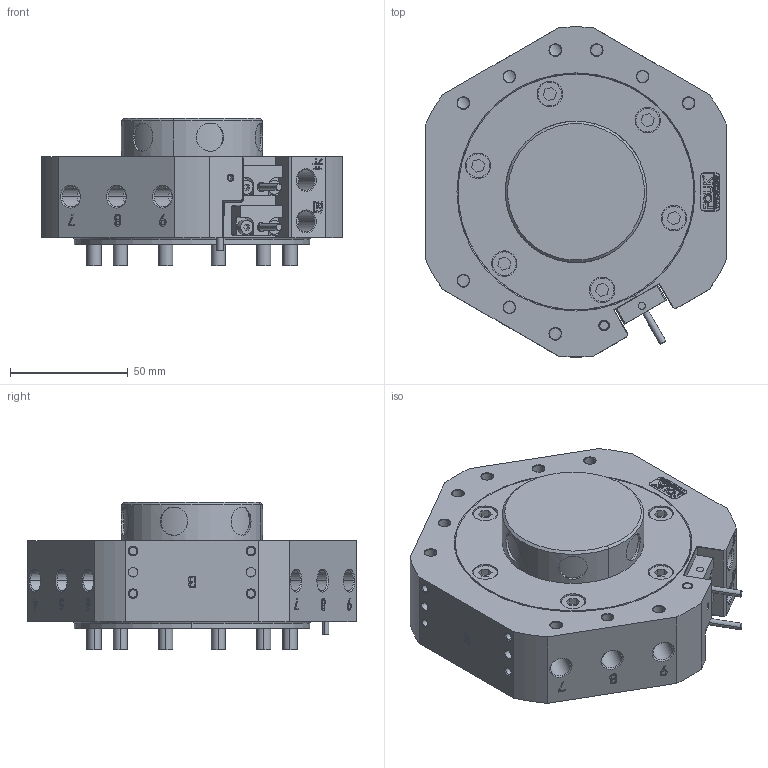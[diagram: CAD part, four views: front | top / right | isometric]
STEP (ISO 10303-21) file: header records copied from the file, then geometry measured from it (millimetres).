
FILE_DESCRIPTION (( 'STEP AP203' ), '1' );
FILE_NAME ('QTC75-M.STEP', '2025-08-18T01:19:09', ( 'USER-' ), ( 'Microsoft' ), 'SwSTEP 2.0', 'SolidWorks 2018', '' );
FILE_SCHEMA (( 'CONFIG_CONTROL_DESIGN' ));
Length unit declared in the file: millimetre
Products named in the file (7): QTC75-M-02 鼠攫詩迖; QTC75-M-01 鼠攫翋釱; M6x40内六角圆柱头螺钉; QTC75-M; 4mm眻噤換覜ん; QTC50-M-08 QTC換覜ん揤輸; 16x8-R1.5
Assembly tree (14 placements, depth 2):
  QTC75-M
    QTC75-M-01 鼠攫翋釱
    QTC75-M-02 鼠攫詩迖
    16x8-R1.5
    4mm眻噤換覜ん  x3
    QTC50-M-08 QTC換覜ん揤輸  x2
    M6x40内六角圆柱头螺钉  x6
Bounding box: 128 x 139.91 x 62.5 mm (x, y, z)
Volume: 539829.4 mm3; surface area: 91684.4 mm2
Topology: 14 solids, 15 shells, 1165 faces, 2960 edges, 1929 vertices
Faces by surface type: plane 562, cylinder 268, bspline 232, cone 101, torus 2
Entity records: 44066 total; most frequent: CARTESIAN_POINT 19174, ORIENTED_EDGE 5288, DIRECTION 4245, EDGE_CURVE 2644, VERTEX_POINT 1733, LINE 1653, VECTOR 1653, AXIS2_PLACEMENT_3D 1296
